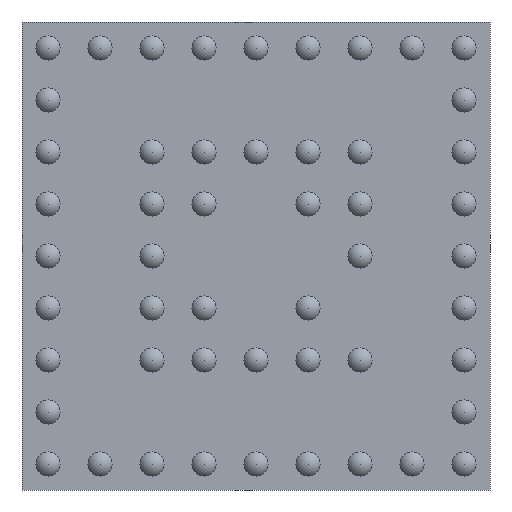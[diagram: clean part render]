
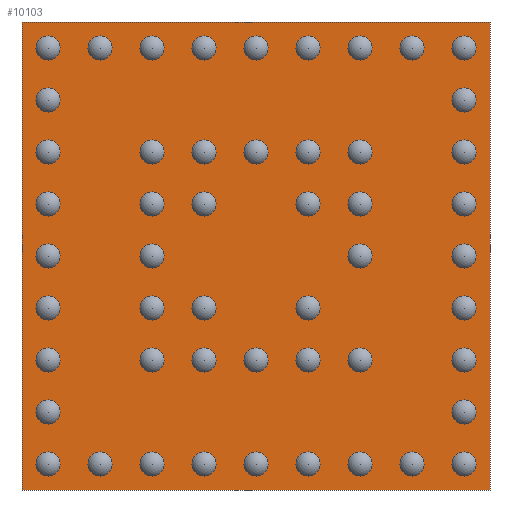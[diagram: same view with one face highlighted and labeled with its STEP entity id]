
A CAD part, front view. The second image highlights one B-rep face of the part: STEP entity #10103.
In plain terms, the highlighted planar face has unit normal (0, -1, 0).
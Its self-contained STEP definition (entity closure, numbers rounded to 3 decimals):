
#9786 = EDGE_CURVE('',#9787,#9789,#9791,.T.);
#9787 = VERTEX_POINT('',#9788);
#9788 = CARTESIAN_POINT('',(-2.25,0.065,-2.25));
#9789 = VERTEX_POINT('',#9790);
#9790 = CARTESIAN_POINT('',(2.25,0.065,-2.25));
#9791 = SURFACE_CURVE('',#9792,(#9796,#9808),.PCURVE_S1.);
#9792 = LINE('',#9793,#9794);
#9793 = CARTESIAN_POINT('',(-2.25,0.065,-2.25));
#9794 = VECTOR('',#9795,1.);
#9795 = DIRECTION('',(1.,0.,0.));
#9796 = PCURVE('',#9797,#9802);
#9797 = PLANE('',#9798);
#9798 = AXIS2_PLACEMENT_3D('',#9799,#9800,#9801);
#9799 = CARTESIAN_POINT('',(-2.25,0.365,-2.25));
#9800 = DIRECTION('',(0.,0.,-1.));
#9801 = DIRECTION('',(-1.,0.,0.));
#9802 = DEFINITIONAL_REPRESENTATION('',(#9803),#9807);
#9803 = LINE('',#9804,#9805);
#9804 = CARTESIAN_POINT('',(0.,-0.3));
#9805 = VECTOR('',#9806,1.);
#9806 = DIRECTION('',(-1.,0.));
#9807 = ( GEOMETRIC_REPRESENTATION_CONTEXT(2) 
PARAMETRIC_REPRESENTATION_CONTEXT() REPRESENTATION_CONTEXT('2D SPACE',''
  ) );
#9808 = PCURVE('',#9809,#9814);
#9809 = PLANE('',#9810);
#9810 = AXIS2_PLACEMENT_3D('',#9811,#9812,#9813);
#9811 = CARTESIAN_POINT('',(0.,0.065,0.));
#9812 = DIRECTION('',(0.,-1.,0.));
#9813 = DIRECTION('',(0.,0.,-1.));
#9814 = DEFINITIONAL_REPRESENTATION('',(#9815),#9819);
#9815 = LINE('',#9816,#9817);
#9816 = CARTESIAN_POINT('',(2.25,-2.25));
#9817 = VECTOR('',#9818,1.);
#9818 = DIRECTION('',(0.,1.));
#9819 = ( GEOMETRIC_REPRESENTATION_CONTEXT(2) 
PARAMETRIC_REPRESENTATION_CONTEXT() REPRESENTATION_CONTEXT('2D SPACE',''
  ) );
#9837 = PLANE('',#9838);
#9838 = AXIS2_PLACEMENT_3D('',#9839,#9840,#9841);
#9839 = CARTESIAN_POINT('',(-2.25,0.365,2.25));
#9840 = DIRECTION('',(-1.,0.,0.));
#9841 = DIRECTION('',(0.,0.,1.));
#9891 = PLANE('',#9892);
#9892 = AXIS2_PLACEMENT_3D('',#9893,#9894,#9895);
#9893 = CARTESIAN_POINT('',(2.25,0.365,-2.25));
#9894 = DIRECTION('',(1.,0.,0.));
#9895 = DIRECTION('',(0.,0.,-1.));
#9906 = EDGE_CURVE('',#9907,#9787,#9909,.T.);
#9907 = VERTEX_POINT('',#9908);
#9908 = CARTESIAN_POINT('',(-2.25,0.065,2.25));
#9909 = SURFACE_CURVE('',#9910,(#9914,#9921),.PCURVE_S1.);
#9910 = LINE('',#9911,#9912);
#9911 = CARTESIAN_POINT('',(-2.25,0.065,2.25));
#9912 = VECTOR('',#9913,1.);
#9913 = DIRECTION('',(0.,0.,-1.));
#9914 = PCURVE('',#9837,#9915);
#9915 = DEFINITIONAL_REPRESENTATION('',(#9916),#9920);
#9916 = LINE('',#9917,#9918);
#9917 = CARTESIAN_POINT('',(0.,-0.3));
#9918 = VECTOR('',#9919,1.);
#9919 = DIRECTION('',(-1.,0.));
#9920 = ( GEOMETRIC_REPRESENTATION_CONTEXT(2) 
PARAMETRIC_REPRESENTATION_CONTEXT() REPRESENTATION_CONTEXT('2D SPACE',''
  ) );
#9921 = PCURVE('',#9809,#9922);
#9922 = DEFINITIONAL_REPRESENTATION('',(#9923),#9927);
#9923 = LINE('',#9924,#9925);
#9924 = CARTESIAN_POINT('',(-2.25,-2.25));
#9925 = VECTOR('',#9926,1.);
#9926 = DIRECTION('',(1.,0.));
#9927 = ( GEOMETRIC_REPRESENTATION_CONTEXT(2) 
PARAMETRIC_REPRESENTATION_CONTEXT() REPRESENTATION_CONTEXT('2D SPACE',''
  ) );
#9945 = PLANE('',#9946);
#9946 = AXIS2_PLACEMENT_3D('',#9947,#9948,#9949);
#9947 = CARTESIAN_POINT('',(2.25,0.365,2.25));
#9948 = DIRECTION('',(0.,0.,1.));
#9949 = DIRECTION('',(1.,0.,0.));
#9982 = EDGE_CURVE('',#9983,#9907,#9985,.T.);
#9983 = VERTEX_POINT('',#9984);
#9984 = CARTESIAN_POINT('',(2.25,0.065,2.25));
#9985 = SURFACE_CURVE('',#9986,(#9990,#9997),.PCURVE_S1.);
#9986 = LINE('',#9987,#9988);
#9987 = CARTESIAN_POINT('',(2.25,0.065,2.25));
#9988 = VECTOR('',#9989,1.);
#9989 = DIRECTION('',(-1.,0.,0.));
#9990 = PCURVE('',#9945,#9991);
#9991 = DEFINITIONAL_REPRESENTATION('',(#9992),#9996);
#9992 = LINE('',#9993,#9994);
#9993 = CARTESIAN_POINT('',(0.,-0.3));
#9994 = VECTOR('',#9995,1.);
#9995 = DIRECTION('',(-1.,0.));
#9996 = ( GEOMETRIC_REPRESENTATION_CONTEXT(2) 
PARAMETRIC_REPRESENTATION_CONTEXT() REPRESENTATION_CONTEXT('2D SPACE',''
  ) );
#9997 = PCURVE('',#9809,#9998);
#9998 = DEFINITIONAL_REPRESENTATION('',(#9999),#10003);
#9999 = LINE('',#10000,#10001);
#10000 = CARTESIAN_POINT('',(-2.25,2.25));
#10001 = VECTOR('',#10002,1.);
#10002 = DIRECTION('',(0.,-1.));
#10003 = ( GEOMETRIC_REPRESENTATION_CONTEXT(2) 
PARAMETRIC_REPRESENTATION_CONTEXT() REPRESENTATION_CONTEXT('2D SPACE',''
  ) );
#10053 = EDGE_CURVE('',#9789,#9983,#10054,.T.);
#10054 = SURFACE_CURVE('',#10055,(#10059,#10066),.PCURVE_S1.);
#10055 = LINE('',#10056,#10057);
#10056 = CARTESIAN_POINT('',(2.25,0.065,-2.25));
#10057 = VECTOR('',#10058,1.);
#10058 = DIRECTION('',(0.,0.,1.));
#10059 = PCURVE('',#9891,#10060);
#10060 = DEFINITIONAL_REPRESENTATION('',(#10061),#10065);
#10061 = LINE('',#10062,#10063);
#10062 = CARTESIAN_POINT('',(0.,-0.3));
#10063 = VECTOR('',#10064,1.);
#10064 = DIRECTION('',(-1.,0.));
#10065 = ( GEOMETRIC_REPRESENTATION_CONTEXT(2) 
PARAMETRIC_REPRESENTATION_CONTEXT() REPRESENTATION_CONTEXT('2D SPACE',''
  ) );
#10066 = PCURVE('',#9809,#10067);
#10067 = DEFINITIONAL_REPRESENTATION('',(#10068),#10072);
#10068 = LINE('',#10069,#10070);
#10069 = CARTESIAN_POINT('',(2.25,2.25));
#10070 = VECTOR('',#10071,1.);
#10071 = DIRECTION('',(-1.,0.));
#10072 = ( GEOMETRIC_REPRESENTATION_CONTEXT(2) 
PARAMETRIC_REPRESENTATION_CONTEXT() REPRESENTATION_CONTEXT('2D SPACE',''
  ) );
#10103 = ADVANCED_FACE('',(#10104),#9809,.T.);
#10104 = FACE_BOUND('',#10105,.T.);
#10105 = EDGE_LOOP('',(#10106,#10107,#10108,#10109));
#10106 = ORIENTED_EDGE('',*,*,#9786,.T.);
#10107 = ORIENTED_EDGE('',*,*,#10053,.T.);
#10108 = ORIENTED_EDGE('',*,*,#9982,.T.);
#10109 = ORIENTED_EDGE('',*,*,#9906,.T.);
